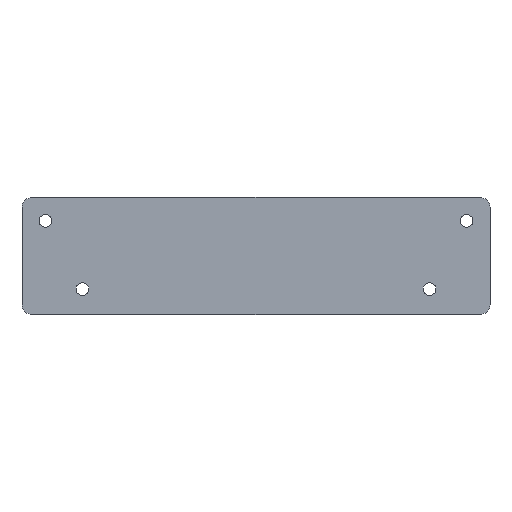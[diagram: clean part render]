
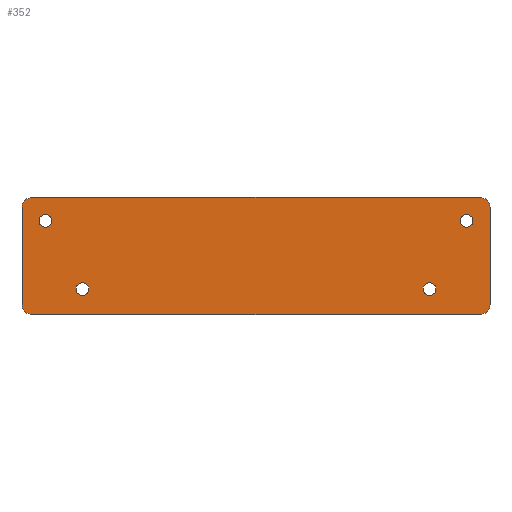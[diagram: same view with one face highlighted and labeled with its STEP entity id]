
A CAD part, top view. The second image highlights one B-rep face of the part: STEP entity #352.
In plain terms, the highlighted planar face has unit normal (0, 0, 1).
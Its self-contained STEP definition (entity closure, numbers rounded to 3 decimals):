
#1 = ORIENTED_EDGE ( 'NONE', *, *, #624, .T. ) ;
#4 = DIRECTION ( 'NONE',  ( 1., 0., 0. ) ) ;
#5 = CARTESIAN_POINT ( 'NONE',  ( 92.25, -17., 4. ) ) ;
#6 = CIRCLE ( 'NONE', #163, 3.25 ) ;
#10 = AXIS2_PLACEMENT_3D ( 'NONE', #343, #148, #399 ) ;
#15 = ORIENTED_EDGE ( 'NONE', *, *, #494, .T. ) ;
#16 = CARTESIAN_POINT ( 'NONE',  ( 115., 25., 4. ) ) ;
#20 = DIRECTION ( 'NONE',  ( -1., 0., 0. ) ) ;
#21 = CARTESIAN_POINT ( 'NONE',  ( -115., -25., 4. ) ) ;
#23 = EDGE_CURVE ( 'NONE', #526, #315, #251, .T. ) ;
#26 = DIRECTION ( 'NONE',  ( -1., 0., 0. ) ) ;
#33 = EDGE_CURVE ( 'NONE', #315, #526, #6, .T. ) ;
#36 = LINE ( 'NONE', #574, #282 ) ;
#42 = CARTESIAN_POINT ( 'NONE',  ( -120., -25., 4. ) ) ;
#44 = AXIS2_PLACEMENT_3D ( 'NONE', #432, #137, #20 ) ;
#47 = VERTEX_POINT ( 'NONE', #414 ) ;
#48 = CARTESIAN_POINT ( 'NONE',  ( 111.25, 18., 4. ) ) ;
#49 = EDGE_CURVE ( 'NONE', #353, #147, #591, .T. ) ;
#52 = EDGE_LOOP ( 'NONE', ( #1, #622 ) ) ;
#55 = PLANE ( 'NONE',  #10 ) ;
#56 = EDGE_CURVE ( 'NONE', #337, #188, #434, .T. ) ;
#67 = CARTESIAN_POINT ( 'NONE',  ( -108., 18., 4. ) ) ;
#72 = ORIENTED_EDGE ( 'NONE', *, *, #23, .T. ) ;
#74 = ORIENTED_EDGE ( 'NONE', *, *, #355, .T. ) ;
#96 = CARTESIAN_POINT ( 'NONE',  ( 115., 30., 4. ) ) ;
#98 = VERTEX_POINT ( 'NONE', #133 ) ;
#99 = CARTESIAN_POINT ( 'NONE',  ( -115., 30., 4. ) ) ;
#110 = CARTESIAN_POINT ( 'NONE',  ( -108., 18., 4. ) ) ;
#122 = DIRECTION ( 'NONE',  ( -1., 0., 0. ) ) ;
#125 = CARTESIAN_POINT ( 'NONE',  ( 108., 18., 4. ) ) ;
#127 = ORIENTED_EDGE ( 'NONE', *, *, #49, .T. ) ;
#131 = DIRECTION ( 'NONE',  ( 0., 1., 0. ) ) ;
#133 = CARTESIAN_POINT ( 'NONE',  ( 120., 25., 4. ) ) ;
#136 = CARTESIAN_POINT ( 'NONE',  ( 85.75, -17., 4. ) ) ;
#137 = DIRECTION ( 'NONE',  ( 0., 0., -1. ) ) ;
#138 = DIRECTION ( 'NONE',  ( -1., 0., 0. ) ) ;
#147 = VERTEX_POINT ( 'NONE', #474 ) ;
#148 = DIRECTION ( 'NONE',  ( 0., 0., 1. ) ) ;
#152 = ORIENTED_EDGE ( 'NONE', *, *, #198, .T. ) ;
#153 = DIRECTION ( 'NONE',  ( 1., 0., 0. ) ) ;
#160 = ORIENTED_EDGE ( 'NONE', *, *, #561, .T. ) ;
#163 = AXIS2_PLACEMENT_3D ( 'NONE', #125, #266, #357 ) ;
#168 = VERTEX_POINT ( 'NONE', #273 ) ;
#178 = LINE ( 'NONE', #339, #419 ) ;
#184 = EDGE_CURVE ( 'NONE', #47, #98, #36, .T. ) ;
#188 = VERTEX_POINT ( 'NONE', #136 ) ;
#198 = EDGE_CURVE ( 'NONE', #369, #362, #515, .T. ) ;
#199 = CARTESIAN_POINT ( 'NONE',  ( -115., -30., 4. ) ) ;
#202 = ORIENTED_EDGE ( 'NONE', *, *, #330, .T. ) ;
#211 = DIRECTION ( 'NONE',  ( -1., 0., 0. ) ) ;
#212 = EDGE_CURVE ( 'NONE', #409, #372, #368, .T. ) ;
#221 = DIRECTION ( 'NONE',  ( 1., 0., 0. ) ) ;
#225 = EDGE_LOOP ( 'NONE', ( #334, #152 ) ) ;
#228 = AXIS2_PLACEMENT_3D ( 'NONE', #441, #440, #629 ) ;
#235 = VECTOR ( 'NONE', #26, 1000. ) ;
#242 = CARTESIAN_POINT ( 'NONE',  ( -89., -17., 4. ) ) ;
#247 = CARTESIAN_POINT ( 'NONE',  ( -120., 0., 4. ) ) ;
#248 = VERTEX_POINT ( 'NONE', #42 ) ;
#249 = CARTESIAN_POINT ( 'NONE',  ( -111.25, 18., 4. ) ) ;
#250 = CARTESIAN_POINT ( 'NONE',  ( 115., -25., 4. ) ) ;
#251 = CIRCLE ( 'NONE', #596, 3.25 ) ;
#253 = FACE_OUTER_BOUND ( 'NONE', #269, .T. ) ;
#263 = AXIS2_PLACEMENT_3D ( 'NONE', #422, #310, #473 ) ;
#265 = EDGE_CURVE ( 'NONE', #362, #369, #387, .T. ) ;
#266 = DIRECTION ( 'NONE',  ( 0., 0., -1. ) ) ;
#269 = EDGE_LOOP ( 'NONE', ( #468, #305, #202, #320, #15, #538, #319, #74 ) ) ;
#270 = FACE_BOUND ( 'NONE', #225, .T. ) ;
#273 = CARTESIAN_POINT ( 'NONE',  ( -120., 25., 4. ) ) ;
#282 = VECTOR ( 'NONE', #131, 1000. ) ;
#287 = AXIS2_PLACEMENT_3D ( 'NONE', #555, #550, #398 ) ;
#305 = ORIENTED_EDGE ( 'NONE', *, *, #309, .T. ) ;
#306 = AXIS2_PLACEMENT_3D ( 'NONE', #67, #416, #122 ) ;
#309 = EDGE_CURVE ( 'NONE', #403, #443, #178, .T. ) ;
#310 = DIRECTION ( 'NONE',  ( 0., 0., -1. ) ) ;
#311 = CARTESIAN_POINT ( 'NONE',  ( 108., 18., 4. ) ) ;
#315 = VERTEX_POINT ( 'NONE', #48 ) ;
#319 = ORIENTED_EDGE ( 'NONE', *, *, #447, .T. ) ;
#320 = ORIENTED_EDGE ( 'NONE', *, *, #184, .T. ) ;
#329 = FACE_BOUND ( 'NONE', #52, .T. ) ;
#330 = EDGE_CURVE ( 'NONE', #443, #47, #608, .T. ) ;
#334 = ORIENTED_EDGE ( 'NONE', *, *, #265, .T. ) ;
#337 = VERTEX_POINT ( 'NONE', #5 ) ;
#339 = CARTESIAN_POINT ( 'NONE',  ( 0., -30., 4. ) ) ;
#343 = CARTESIAN_POINT ( 'NONE',  ( 0., 0., 4. ) ) ;
#350 = VECTOR ( 'NONE', #496, 1000. ) ;
#352 = ADVANCED_FACE ( 'NONE', ( #329, #270, #426, #453, #253 ), #55, .T. ) ;
#353 = VERTEX_POINT ( 'NONE', #249 ) ;
#355 = EDGE_CURVE ( 'NONE', #168, #248, #570, .T. ) ;
#356 = DIRECTION ( 'NONE',  ( 1., 0., 0. ) ) ;
#357 = DIRECTION ( 'NONE',  ( -1., 0., 0. ) ) ;
#359 = AXIS2_PLACEMENT_3D ( 'NONE', #242, #626, #138 ) ;
#360 = CIRCLE ( 'NONE', #44, 3.25 ) ;
#361 = DIRECTION ( 'NONE',  ( 0., 0., 1. ) ) ;
#362 = VERTEX_POINT ( 'NONE', #395 ) ;
#363 = DIRECTION ( 'NONE',  ( -1., 0., 0. ) ) ;
#368 = LINE ( 'NONE', #481, #235 ) ;
#369 = VERTEX_POINT ( 'NONE', #446 ) ;
#370 = CIRCLE ( 'NONE', #444, 5. ) ;
#372 = VERTEX_POINT ( 'NONE', #99 ) ;
#374 = AXIS2_PLACEMENT_3D ( 'NONE', #21, #361, #221 ) ;
#387 = CIRCLE ( 'NONE', #359, 3.25 ) ;
#395 = CARTESIAN_POINT ( 'NONE',  ( -92.25, -17., 4. ) ) ;
#398 = DIRECTION ( 'NONE',  ( 1., 0., 0. ) ) ;
#399 = DIRECTION ( 'NONE',  ( 1., 0., 0. ) ) ;
#400 = CIRCLE ( 'NONE', #374, 5. ) ;
#403 = VERTEX_POINT ( 'NONE', #199 ) ;
#409 = VERTEX_POINT ( 'NONE', #96 ) ;
#414 = CARTESIAN_POINT ( 'NONE',  ( 120., -25., 4. ) ) ;
#416 = DIRECTION ( 'NONE',  ( 0., 0., -1. ) ) ;
#419 = VECTOR ( 'NONE', #4, 1000. ) ;
#422 = CARTESIAN_POINT ( 'NONE',  ( 89., -17., 4. ) ) ;
#426 = FACE_BOUND ( 'NONE', #572, .T. ) ;
#432 = CARTESIAN_POINT ( 'NONE',  ( 89., -17., 4. ) ) ;
#434 = CIRCLE ( 'NONE', #263, 3.25 ) ;
#440 = DIRECTION ( 'NONE',  ( 0., 0., -1. ) ) ;
#441 = CARTESIAN_POINT ( 'NONE',  ( -89., -17., 4. ) ) ;
#443 = VERTEX_POINT ( 'NONE', #636 ) ;
#444 = AXIS2_PLACEMENT_3D ( 'NONE', #16, #512, #356 ) ;
#446 = CARTESIAN_POINT ( 'NONE',  ( -85.75, -17., 4. ) ) ;
#447 = EDGE_CURVE ( 'NONE', #372, #168, #476, .T. ) ;
#448 = DIRECTION ( 'NONE',  ( 0., 0., 1. ) ) ;
#453 = FACE_BOUND ( 'NONE', #475, .T. ) ;
#468 = ORIENTED_EDGE ( 'NONE', *, *, #617, .T. ) ;
#470 = DIRECTION ( 'NONE',  ( 0., 0., -1. ) ) ;
#473 = DIRECTION ( 'NONE',  ( -1., 0., 0. ) ) ;
#474 = CARTESIAN_POINT ( 'NONE',  ( -104.75, 18., 4. ) ) ;
#475 = EDGE_LOOP ( 'NONE', ( #127, #160 ) ) ;
#476 = CIRCLE ( 'NONE', #287, 5. ) ;
#481 = CARTESIAN_POINT ( 'NONE',  ( 0., 30., 4. ) ) ;
#494 = EDGE_CURVE ( 'NONE', #98, #409, #370, .T. ) ;
#496 = DIRECTION ( 'NONE',  ( 0., -1., 0. ) ) ;
#500 = AXIS2_PLACEMENT_3D ( 'NONE', #110, #598, #211 ) ;
#509 = ORIENTED_EDGE ( 'NONE', *, *, #33, .T. ) ;
#512 = DIRECTION ( 'NONE',  ( 0., 0., 1. ) ) ;
#515 = CIRCLE ( 'NONE', #228, 3.25 ) ;
#526 = VERTEX_POINT ( 'NONE', #562 ) ;
#536 = AXIS2_PLACEMENT_3D ( 'NONE', #250, #448, #153 ) ;
#538 = ORIENTED_EDGE ( 'NONE', *, *, #212, .T. ) ;
#550 = DIRECTION ( 'NONE',  ( 0., 0., 1. ) ) ;
#555 = CARTESIAN_POINT ( 'NONE',  ( -115., 25., 4. ) ) ;
#561 = EDGE_CURVE ( 'NONE', #147, #353, #577, .T. ) ;
#562 = CARTESIAN_POINT ( 'NONE',  ( 104.75, 18., 4. ) ) ;
#570 = LINE ( 'NONE', #247, #350 ) ;
#572 = EDGE_LOOP ( 'NONE', ( #72, #509 ) ) ;
#574 = CARTESIAN_POINT ( 'NONE',  ( 120., 0., 4. ) ) ;
#577 = CIRCLE ( 'NONE', #500, 3.25 ) ;
#591 = CIRCLE ( 'NONE', #306, 3.25 ) ;
#596 = AXIS2_PLACEMENT_3D ( 'NONE', #311, #470, #363 ) ;
#598 = DIRECTION ( 'NONE',  ( 0., 0., -1. ) ) ;
#608 = CIRCLE ( 'NONE', #536, 5. ) ;
#617 = EDGE_CURVE ( 'NONE', #248, #403, #400, .T. ) ;
#622 = ORIENTED_EDGE ( 'NONE', *, *, #56, .T. ) ;
#624 = EDGE_CURVE ( 'NONE', #188, #337, #360, .T. ) ;
#626 = DIRECTION ( 'NONE',  ( 0., 0., -1. ) ) ;
#629 = DIRECTION ( 'NONE',  ( -1., 0., 0. ) ) ;
#636 = CARTESIAN_POINT ( 'NONE',  ( 115., -30., 4. ) ) ;
